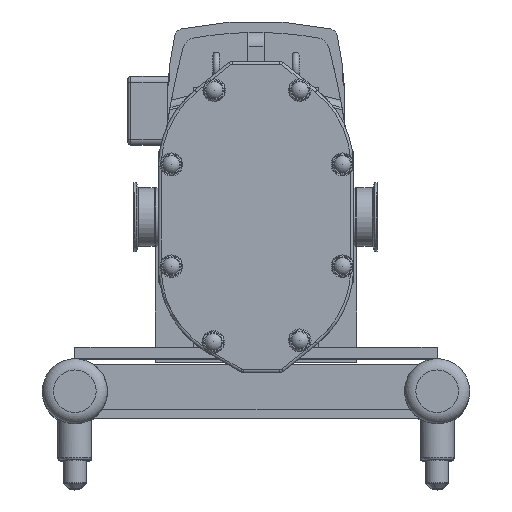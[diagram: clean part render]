
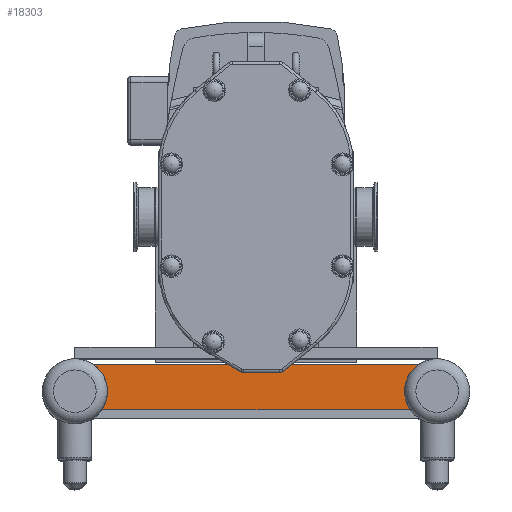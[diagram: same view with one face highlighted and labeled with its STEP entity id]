
A CAD part, top view. The second image highlights one B-rep face of the part: STEP entity #18303.
In plain terms, the highlighted planar face has unit normal (0, 0, 1).
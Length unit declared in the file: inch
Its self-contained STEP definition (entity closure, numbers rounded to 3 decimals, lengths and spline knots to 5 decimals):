
#1699=LINE('',#33460,#3000);
#1700=LINE('',#33463,#3001);
#3000=VECTOR('',#25616,0.3937);
#3001=VECTOR('',#25619,0.3937);
#3778=PLANE('',#20318);
#5131=FACE_OUTER_BOUND('',#6222,.T.);
#6222=EDGE_LOOP('',(#17056,#17057,#17058,#17059,#17060));
#7207=CIRCLE('',#20268,1.4375);
#7240=CIRCLE('',#20319,1.4375);
#7241=CIRCLE('',#20320,1.4375);
#9006=VERTEX_POINT('',#33199);
#9007=VERTEX_POINT('',#33201);
#9053=VERTEX_POINT('',#33457);
#9054=VERTEX_POINT('',#33458);
#9055=VERTEX_POINT('',#33461);
#11681=EDGE_CURVE('',#9006,#9007,#7207,.T.);
#11741=EDGE_CURVE('',#9053,#9054,#7240,.T.);
#11742=EDGE_CURVE('',#9053,#9007,#1699,.T.);
#11743=EDGE_CURVE('',#9055,#9006,#7241,.T.);
#11744=EDGE_CURVE('',#9055,#9054,#1700,.T.);
#17056=ORIENTED_EDGE('',*,*,#11741,.F.);
#17057=ORIENTED_EDGE('',*,*,#11742,.T.);
#17058=ORIENTED_EDGE('',*,*,#11681,.F.);
#17059=ORIENTED_EDGE('',*,*,#11743,.F.);
#17060=ORIENTED_EDGE('',*,*,#11744,.T.);
#18303=ADVANCED_FACE('',(#5131),#3778,.T.);
#20268=AXIS2_PLACEMENT_3D('',#33202,#25489,#25490);
#20318=AXIS2_PLACEMENT_3D('',#33456,#25612,#25613);
#20319=AXIS2_PLACEMENT_3D('',#33459,#25614,#25615);
#20320=AXIS2_PLACEMENT_3D('',#33462,#25617,#25618);
#25489=DIRECTION('center_axis',(0.,0.,
1.));
#25490=DIRECTION('ref_axis',(-1.,0.,0.));
#25612=DIRECTION('center_axis',(0.,0.,
1.));
#25613=DIRECTION('ref_axis',(1.,0.,0.));
#25614=DIRECTION('center_axis',(0.,0.,
1.));
#25615=DIRECTION('ref_axis',(-1.,0.,0.));
#25616=DIRECTION('',(-1.,0.,0.));
#25617=DIRECTION('center_axis',(0.,0.,
1.));
#25618=DIRECTION('ref_axis',(-1.,0.,0.));
#25619=DIRECTION('',(1.,0.,0.));
#33199=CARTESIAN_POINT('',(-6.5625,-7.6875,-8.288));
#33201=CARTESIAN_POINT('',(-7.19358,-6.4975,-8.288));
#33202=CARTESIAN_POINT('Origin',(-8.,-7.6875,-8.288));
#33456=CARTESIAN_POINT('Origin',(0.00337,-7.45774,-8.288));
#33457=CARTESIAN_POINT('',(7.19358,-6.4975,-8.288));
#33458=CARTESIAN_POINT('',(6.81244,-8.4975,-8.288));
#33459=CARTESIAN_POINT('Origin',(8.,-7.6875,-8.288));
#33460=CARTESIAN_POINT('',(-7.62,-6.4975,-8.288));
#33461=CARTESIAN_POINT('',(-6.81244,-8.4975,-8.288));
#33462=CARTESIAN_POINT('Origin',(-8.,-7.6875,-8.288));
#33463=CARTESIAN_POINT('',(7.12822,-8.4975,-8.288));
